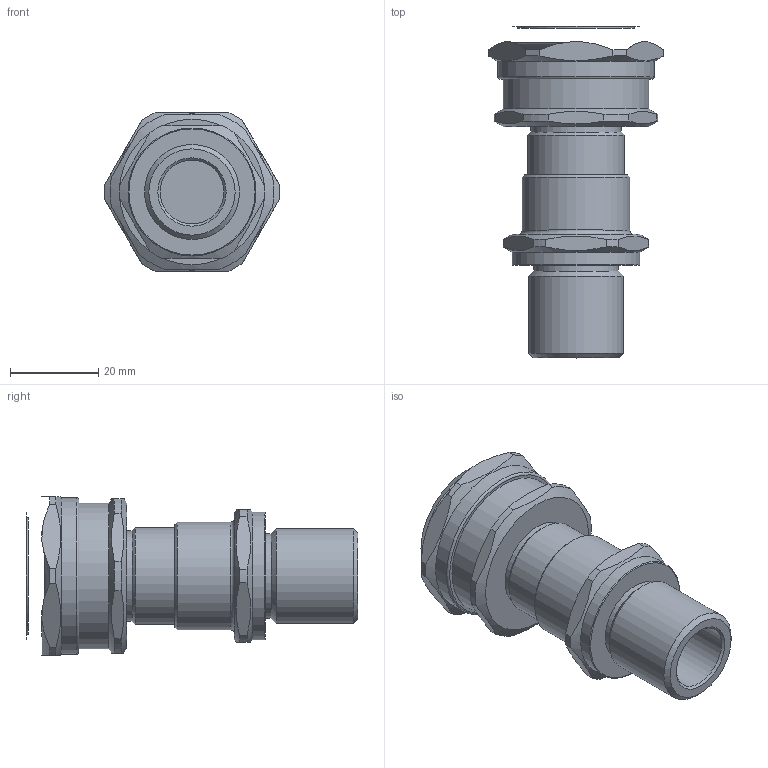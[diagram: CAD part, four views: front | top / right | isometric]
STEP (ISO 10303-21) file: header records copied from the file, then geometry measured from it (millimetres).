
FILE_DESCRIPTION(/* description */ (''),/* implementation_level */ '2;1');
FILE_NAME(/* name */ 'ГОФРОМАТИК ВКВ2МР-K1(2-14-МР20.stp',/* time_stamp */ '2023-04-05T08:53:53+07:00',/* author */ ('zeta-09'),/* organization */ (''),/* preprocessor_version */ 'ST-DEVELOPER v18.1',/* originating_system */ 'Autodesk Inventor 2021',/* authorisation */ '');
FILE_SCHEMA (('AUTOMOTIVE_DESIGN { 1 0 10303 214 3 1 1 }'));
Length unit declared in the file: millimetre
Products named in the file (1): Деталь2
Bounding box: 39.57 x 75.27 x 36 mm (x, y, z)
Volume: 41018.3 mm3; surface area: 10069.6 mm2
Topology: 1 solids, 1 shells, 69 faces, 170 edges, 110 vertices
Faces by surface type: plane 33, cylinder 22, cone 11, torus 3
Full cylindrical faces by diameter (mm): 14.5 x1, 19.16 x1, 20.5 x1, 21.56 x1, 22 x1, 24.4 x1, 26.5 x1, 29 x1, 33 x1, 35.5 x1
Entity records: 2119 total; most frequent: CARTESIAN_POINT 454, ORIENTED_EDGE 340, DIRECTION 319, EDGE_CURVE 170, AXIS2_PLACEMENT_3D 131, VERTEX_POINT 110, EDGE_LOOP 76, FACE_OUTER_BOUND 69
